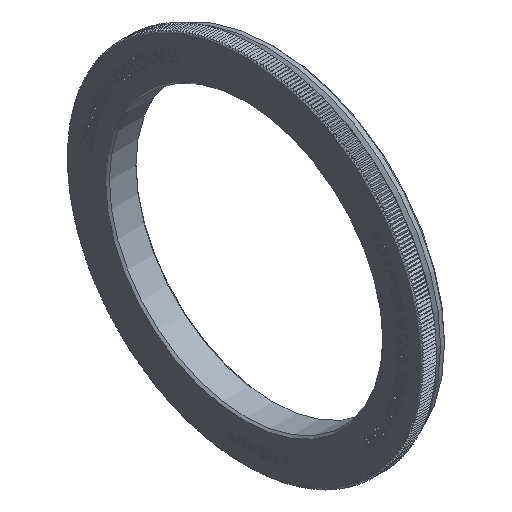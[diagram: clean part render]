
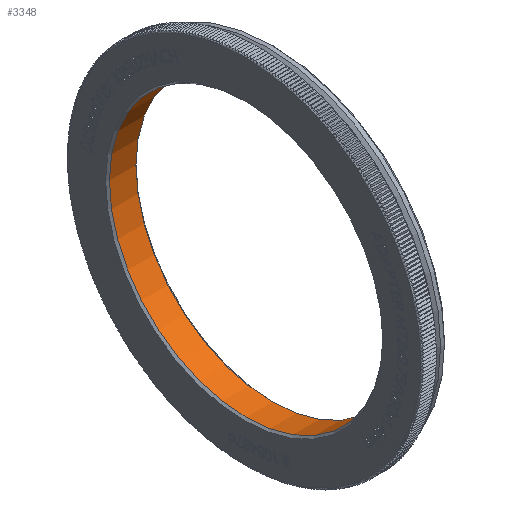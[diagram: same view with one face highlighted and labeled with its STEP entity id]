
A CAD part, isometric view. The second image highlights one B-rep face of the part: STEP entity #3348.
In plain terms, the highlighted cylindrical face has radius 35.594 mm (diameter 71.188 mm), a full revolution.
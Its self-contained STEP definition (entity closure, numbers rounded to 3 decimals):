
#3334=CYLINDRICAL_SURFACE('',#23520,35.594);
#3348=ADVANCED_FACE('',(#5841,#5842),#3334,.F.);
#5773=CIRCLE('',#23517,35.594);
#5774=CIRCLE('',#23519,35.594);
#5841=FACE_BOUND('',#5973,.T.);
#5842=FACE_BOUND('',#5974,.T.);
#5973=EDGE_LOOP('',(#9150));
#5974=EDGE_LOOP('',(#9151));
#9150=ORIENTED_EDGE('',*,*,#18815,.T.);
#9151=ORIENTED_EDGE('',*,*,#18814,.F.);
#16391=VERTEX_POINT('',#37992);
#16392=VERTEX_POINT('',#37995);
#18814=EDGE_CURVE('',#16391,#16391,#5773,.T.);
#18815=EDGE_CURVE('',#16392,#16392,#5774,.T.);
#23517=AXIS2_PLACEMENT_3D('',#37991,#24681,#24682);
#23519=AXIS2_PLACEMENT_3D('',#37994,#24685,#24686);
#23520=AXIS2_PLACEMENT_3D('',#37996,#24687,#24688);
#24681=DIRECTION('',(-1.,0.,0.));
#24682=DIRECTION('',(0.,0.,1.));
#24685=DIRECTION('',(-1.,0.,0.));
#24686=DIRECTION('',(0.,0.,1.));
#24687=DIRECTION('',(-1.,0.,0.));
#24688=DIRECTION('',(0.,0.,1.));
#37991=CARTESIAN_POINT('',(7.4,0.,0.));
#37992=CARTESIAN_POINT('',(7.4,0.,35.594));
#37994=CARTESIAN_POINT('',(0.5,0.,0.));
#37995=CARTESIAN_POINT('',(0.5,0.,35.594));
#37996=CARTESIAN_POINT('',(1.,0.,0.));
